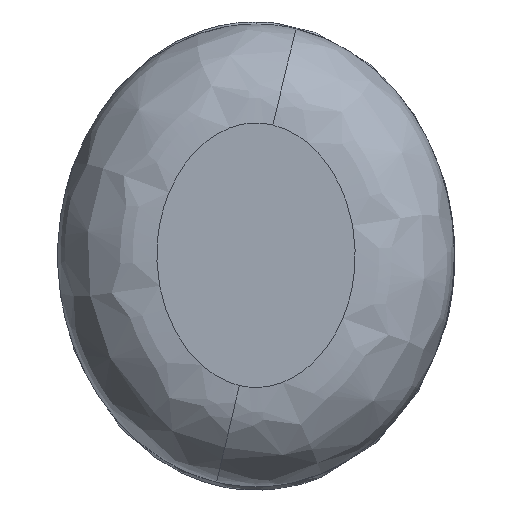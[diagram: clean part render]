
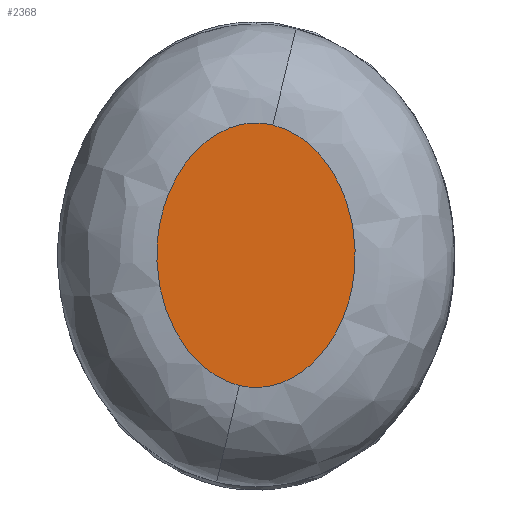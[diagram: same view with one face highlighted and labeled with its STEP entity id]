
A CAD part, top view. The second image highlights one B-rep face of the part: STEP entity #2368.
In plain terms, the highlighted planar face has unit normal (0, 0, 1).
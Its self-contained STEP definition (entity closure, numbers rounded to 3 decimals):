
#876 = CARTESIAN_POINT ( 'NONE',  ( 1.119, -1.324, 0. ) ) ;
#1100 = CARTESIAN_POINT ( 'NONE',  ( 1.424, 0.66, 0. ) ) ;
#1456 = CARTESIAN_POINT ( 'NONE',  ( -0.251, -1.971, 0. ) ) ;
#1476 = CARTESIAN_POINT ( 'NONE',  ( -0.316, 1.959, 0. ) ) ;
#2368 = ADVANCED_FACE ( 'NONE', ( #19003 ), #13748, .T. ) ;
#2579 = CARTESIAN_POINT ( 'NONE',  ( 0.642, -1.825, 0. ) ) ;
#2686 = CARTESIAN_POINT ( 'NONE',  ( -0.021, -2.006, 0. ) ) ;
#2808 = CARTESIAN_POINT ( 'NONE',  ( 1.51, -0.022, 0. ) ) ;
#2931 = EDGE_CURVE ( 'NONE', #5839, #20176, #19779, .T. ) ;
#2962 = CARTESIAN_POINT ( 'NONE',  ( -1.411, 0.708, 0. ) ) ;
#3293 = CARTESIAN_POINT ( 'NONE',  ( -1.117, 1.327, 0. ) ) ;
#3470 = DIRECTION ( 'NONE',  ( 1., 0., 0. ) ) ;
#3613 = CARTESIAN_POINT ( 'NONE',  ( 0.674, 1.785, 0. ) ) ;
#4033 = ORIENTED_EDGE ( 'NONE', *, *, #2931, .T. ) ;
#4476 = EDGE_LOOP ( 'NONE', ( #11088, #4033 ) ) ;
#4575 = AXIS2_PLACEMENT_3D ( 'NONE', #17061, #20942, #3470 ) ;
#4784 = CARTESIAN_POINT ( 'NONE',  ( -0.251, -1.971, 0. ) ) ;
#4894 = CARTESIAN_POINT ( 'NONE',  ( 0.026, 2.006, 0. ) ) ;
#5008 = CARTESIAN_POINT ( 'NONE',  ( 0.143, 1.996, 0. ) ) ;
#5125 = CARTESIAN_POINT ( 'NONE',  ( -0.824, 1.681, 0. ) ) ;
#5839 = VERTEX_POINT ( 'NONE', #16861 ) ;
#6253 = CARTESIAN_POINT ( 'NONE',  ( 1.465, -0.479, 0. ) ) ;
#6645 = CARTESIAN_POINT ( 'NONE',  ( -0.204, 1.987, 0. ) ) ;
#6722 = CARTESIAN_POINT ( 'NONE',  ( 0.767, 1.714, 0. ) ) ;
#6762 = CARTESIAN_POINT ( 'NONE',  ( -1.049, 1.422, 0. ) ) ;
#7984 = CARTESIAN_POINT ( 'NONE',  ( 1.236, -1.127, 0. ) ) ;
#8090 = CARTESIAN_POINT ( 'NONE',  ( 1.356, 0.878, 0. ) ) ;
#8352 = CARTESIAN_POINT ( 'NONE',  ( -1.51, 0.025, 0. ) ) ;
#8560 = CARTESIAN_POINT ( 'NONE',  ( -1.347, -0.875, 0. ) ) ;
#8687 = CARTESIAN_POINT ( 'NONE',  ( -0.68, -1.795, 0. ) ) ;
#9572 = CARTESIAN_POINT ( 'NONE',  ( 0.828, -1.677, 0. ) ) ;
#9795 = CARTESIAN_POINT ( 'NONE',  ( 1.502, 0.206, 0. ) ) ;
#10285 = CARTESIAN_POINT ( 'NONE',  ( 0.254, 1.97, 0. ) ) ;
#11088 = ORIENTED_EDGE ( 'NONE', *, *, #17511, .T. ) ;
#11981 = CARTESIAN_POINT ( 'NONE',  ( -1.009, -1.472, 0. ) ) ;
#13531 = CARTESIAN_POINT ( 'NONE',  ( -0.137, -1.997, 0. ) ) ;
#13574 = CARTESIAN_POINT ( 'NONE',  ( -1.417, -0.656, 0. ) ) ;
#13644 = CARTESIAN_POINT ( 'NONE',  ( 0.366, 1.943, 0. ) ) ;
#13748 = PLANE ( 'NONE',  #4575 ) ;
#13999 = CARTESIAN_POINT ( 'NONE',  ( 0.475, 1.898, 0. ) ) ;
#14912 = CARTESIAN_POINT ( 'NONE',  ( 1.287, -1.022, 0. ) ) ;
#15021 = CARTESIAN_POINT ( 'NONE',  ( 1.154, 1.287, 0. ) ) ;
#15222 = B_SPLINE_CURVE_WITH_KNOTS ( 'NONE', 3,
 ( #20167, #13531, #2686, #20496, #18232, #2579, #9572, #16525, #876, #7984, #14912, #21868, #6253, #2808, #9795, #1100, #8090, #15021, #21975, #6722, #3613, #13999, #13644, #17080 ),
 .UNSPECIFIED., .F., .F.,
 ( 4, 2, 2, 2, 2, 2, 2, 2, 2, 2, 2, 4 ),
 ( 0.011, 0.011, 0.012, 0.012, 0.013, 0.013, 0.014, 0.014, 0.015, 0.016, 0.016, 0.016 ),
 .UNSPECIFIED. ) ;
#15407 = CARTESIAN_POINT ( 'NONE',  ( -1.234, 1.13, 0. ) ) ;
#15523 = CARTESIAN_POINT ( 'NONE',  ( -1.203, -1.188, 0. ) ) ;
#16525 = CARTESIAN_POINT ( 'NONE',  ( 1.053, -1.417, 0. ) ) ;
#16861 = CARTESIAN_POINT ( 'NONE',  ( 0.254, 1.97, 0. ) ) ;
#17061 = CARTESIAN_POINT ( 'NONE',  ( 0., 0., 0. ) ) ;
#17080 = CARTESIAN_POINT ( 'NONE',  ( 0.254, 1.97, 0. ) ) ;
#17227 = CARTESIAN_POINT ( 'NONE',  ( -0.638, 1.828, 0. ) ) ;
#17511 = EDGE_CURVE ( 'NONE', #20176, #5839, #15222, .T. ) ;
#18232 = CARTESIAN_POINT ( 'NONE',  ( 0.323, -1.957, 0. ) ) ;
#18943 = CARTESIAN_POINT ( 'NONE',  ( -0.477, -1.917, 0. ) ) ;
#19003 = FACE_OUTER_BOUND ( 'NONE', #4476, .T. ) ;
#19057 = CARTESIAN_POINT ( 'NONE',  ( -1.144, -1.286, 0. ) ) ;
#19779 = B_SPLINE_CURVE_WITH_KNOTS ( 'NONE', 3,
 ( #10285, #5008, #4894, #6645, #1476, #17227, #5125, #6762, #3293, #15407, #22241, #2962, #20879, #8352, #22349, #20649, #13574, #8560, #20422, #15523, #19057, #11981, #20538, #8687, #18943, #4784 ),
 .UNSPECIFIED., .F., .F.,
 ( 4, 2, 2, 2, 2, 2, 2, 2, 2, 2, 2, 2, 4 ),
 ( 0.005, 0.006, 0.006, 0.007, 0.007, 0.007, 0.008, 0.009, 0.009, 0.009, 0.01, 0.01, 0.011 ),
 .UNSPECIFIED. ) ;
#20167 = CARTESIAN_POINT ( 'NONE',  ( -0.251, -1.971, 0. ) ) ;
#20176 = VERTEX_POINT ( 'NONE', #1456 ) ;
#20422 = CARTESIAN_POINT ( 'NONE',  ( -1.304, -0.983, 0. ) ) ;
#20496 = CARTESIAN_POINT ( 'NONE',  ( 0.21, -1.986, 0. ) ) ;
#20538 = CARTESIAN_POINT ( 'NONE',  ( -0.932, -1.56, 0. ) ) ;
#20649 = CARTESIAN_POINT ( 'NONE',  ( -1.444, -0.545, 0. ) ) ;
#20879 = CARTESIAN_POINT ( 'NONE',  ( -1.465, 0.481, 0. ) ) ;
#20942 = DIRECTION ( 'NONE',  ( 0., 0., 1. ) ) ;
#21868 = CARTESIAN_POINT ( 'NONE',  ( 1.413, -0.703, 0. ) ) ;
#21975 = CARTESIAN_POINT ( 'NONE',  ( 1.019, 1.479, 0. ) ) ;
#22241 = CARTESIAN_POINT ( 'NONE',  ( -1.284, 1.027, 0. ) ) ;
#22349 = CARTESIAN_POINT ( 'NONE',  ( -1.502, -0.208, 0. ) ) ;
